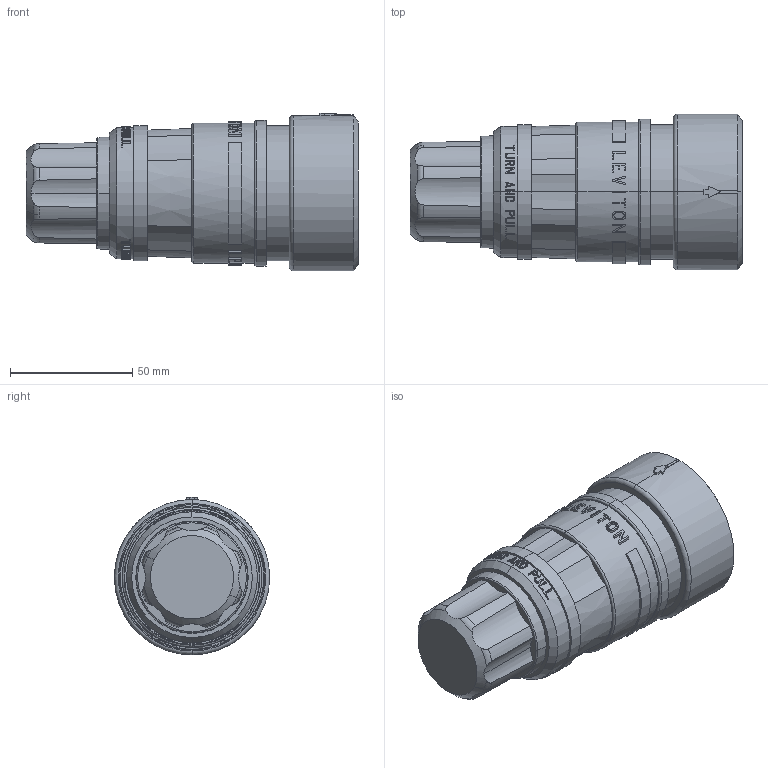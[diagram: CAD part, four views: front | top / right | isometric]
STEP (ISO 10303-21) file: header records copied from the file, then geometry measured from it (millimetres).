
FILE_DESCRIPTION (( 'STEP AP214' ), '1' );
FILE_NAME ('CATSTD-27W74-00X-M01.STEP', '2022-06-08T15:51:09', ( '' ), ( '' ), 'SwSTEP 2.0', 'SolidWorks 2020', '' );
FILE_SCHEMA (( 'AUTOMOTIVE_DESIGN' ));
Length unit declared in the file: millimetre
Products named in the file (1): CATSTD-27W74-00X-M01
Bounding box: 135.74 x 63.5 x 64.52 mm (x, y, z)
Volume: 266228.3 mm3; surface area: 35981.3 mm2
Topology: 1 solids, 1 shells, 948 faces, 2504 edges, 1661 vertices
Faces by surface type: plane 636, cylinder 256, cone 34, torus 22
Full cylindrical faces by diameter (mm): 5.74 x1, 5.791 x1
Entity records: 40875 total; most frequent: CARTESIAN_POINT 16080, ORIENTED_EDGE 5004, DIRECTION 4774, EDGE_CURVE 2502, VERTEX_POINT 1661, AXIS2_PLACEMENT_3D 1607, LINE 1560, VECTOR 1560
